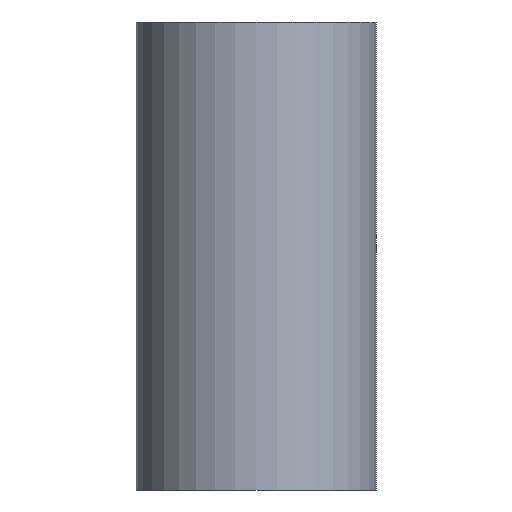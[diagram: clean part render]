
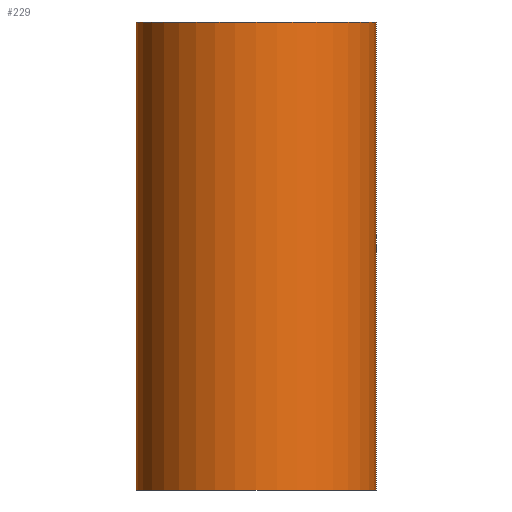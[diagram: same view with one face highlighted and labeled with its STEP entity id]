
A CAD part, front view. The second image highlights one B-rep face of the part: STEP entity #229.
In plain terms, the highlighted cylindrical face has radius 10 mm (diameter 20 mm), a partial arc.
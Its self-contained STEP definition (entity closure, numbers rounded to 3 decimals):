
#1 = DIRECTION ( 'NONE',  ( -1., 0., 0. ) ) ;
#5 = VERTEX_POINT ( 'NONE', #285 ) ;
#10 = ORIENTED_EDGE ( 'NONE', *, *, #136, .F. ) ;
#14 = CARTESIAN_POINT ( 'NONE',  ( 0., 0., 0. ) ) ;
#29 = DIRECTION ( 'NONE',  ( 0., 0., -1. ) ) ;
#33 = CARTESIAN_POINT ( 'NONE',  ( 10., 0., 39. ) ) ;
#35 = CYLINDRICAL_SURFACE ( 'NONE', #152, 10. ) ;
#39 = ORIENTED_EDGE ( 'NONE', *, *, #398, .T. ) ;
#92 = AXIS2_PLACEMENT_3D ( 'NONE', #14, #217, #118 ) ;
#98 = CARTESIAN_POINT ( 'NONE',  ( 0., 0., 39. ) ) ;
#118 = DIRECTION ( 'NONE',  ( 1., 0., 0. ) ) ;
#130 = VECTOR ( 'NONE', #167, 1000. ) ;
#136 = EDGE_CURVE ( 'NONE', #440, #5, #410, .T. ) ;
#152 = AXIS2_PLACEMENT_3D ( 'NONE', #301, #337, #1 ) ;
#167 = DIRECTION ( 'NONE',  ( 0., 0., -1. ) ) ;
#172 = LINE ( 'NONE', #199, #270 ) ;
#177 = EDGE_CURVE ( 'NONE', #440, #212, #172, .T. ) ;
#182 = ORIENTED_EDGE ( 'NONE', *, *, #177, .T. ) ;
#196 = EDGE_CURVE ( 'NONE', #5, #417, #272, .T. ) ;
#199 = CARTESIAN_POINT ( 'NONE',  ( -10., 0., 39. ) ) ;
#212 = VERTEX_POINT ( 'NONE', #299 ) ;
#217 = DIRECTION ( 'NONE',  ( 0., 0., 1. ) ) ;
#229 = ADVANCED_FACE ( 'NONE', ( #371 ), #35, .T. ) ;
#237 = ORIENTED_EDGE ( 'NONE', *, *, #196, .F. ) ;
#242 = AXIS2_PLACEMENT_3D ( 'NONE', #98, #432, #355 ) ;
#248 = CIRCLE ( 'NONE', #92, 10. ) ;
#270 = VECTOR ( 'NONE', #29, 1000. ) ;
#272 = LINE ( 'NONE', #33, #130 ) ;
#285 = CARTESIAN_POINT ( 'NONE',  ( 10., 0., 39. ) ) ;
#299 = CARTESIAN_POINT ( 'NONE',  ( -10., 0., 0. ) ) ;
#301 = CARTESIAN_POINT ( 'NONE',  ( 0., 0., 39. ) ) ;
#337 = DIRECTION ( 'NONE',  ( 0., 0., -1. ) ) ;
#355 = DIRECTION ( 'NONE',  ( 1., 0., 0. ) ) ;
#371 = FACE_OUTER_BOUND ( 'NONE', #374, .T. ) ;
#374 = EDGE_LOOP ( 'NONE', ( #237, #10, #182, #39 ) ) ;
#376 = CARTESIAN_POINT ( 'NONE',  ( 10., 0., 0. ) ) ;
#398 = EDGE_CURVE ( 'NONE', #212, #417, #248, .T. ) ;
#410 = CIRCLE ( 'NONE', #242, 10. ) ;
#417 = VERTEX_POINT ( 'NONE', #376 ) ;
#426 = CARTESIAN_POINT ( 'NONE',  ( -10., 0., 39. ) ) ;
#432 = DIRECTION ( 'NONE',  ( 0., 0., 1. ) ) ;
#440 = VERTEX_POINT ( 'NONE', #426 ) ;
